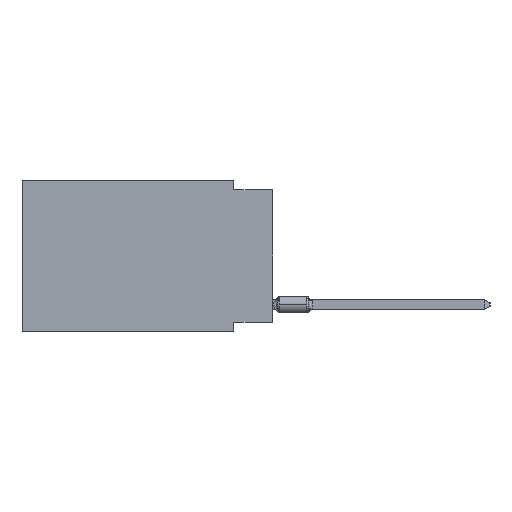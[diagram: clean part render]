
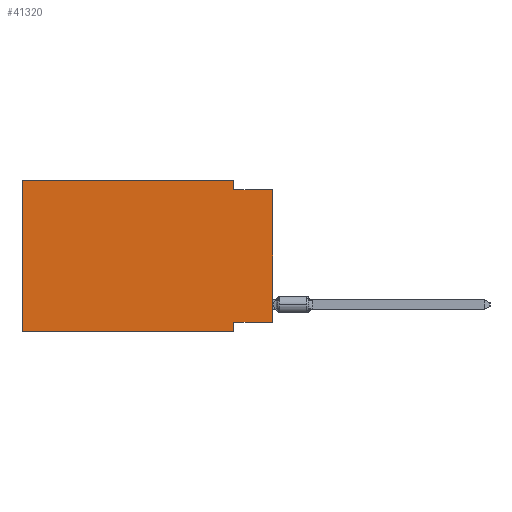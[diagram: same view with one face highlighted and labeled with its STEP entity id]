
A CAD part, left-side view. The second image highlights one B-rep face of the part: STEP entity #41320.
In plain terms, the highlighted planar face has unit normal (-1, 0, 0).
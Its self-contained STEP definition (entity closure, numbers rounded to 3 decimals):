
#7 = VECTOR ( 'NONE', #28056, 1000. ) ;
#740 = VERTEX_POINT ( 'NONE', #50250 ) ;
#951 = CARTESIAN_POINT ( 'NONE',  ( 0., 0., -0.635 ) ) ;
#3132 = ORIENTED_EDGE ( 'NONE', *, *, #65440, .T. ) ;
#4143 = CARTESIAN_POINT ( 'NONE',  ( 0., 2.54, 0. ) ) ;
#5554 = DIRECTION ( 'NONE',  ( 0., -1., 0. ) ) ;
#5870 = CARTESIAN_POINT ( 'NONE',  ( 0., 16.383, 0. ) ) ;
#8233 = CARTESIAN_POINT ( 'NONE',  ( 0., 16.383, 0. ) ) ;
#8271 = ORIENTED_EDGE ( 'NONE', *, *, #55995, .F. ) ;
#9413 = LINE ( 'NONE', #37142, #17824 ) ;
#9989 = EDGE_CURVE ( 'NONE', #44419, #45099, #32333, .T. ) ;
#11567 = ORIENTED_EDGE ( 'NONE', *, *, #9989, .F. ) ;
#12460 = CARTESIAN_POINT ( 'NONE',  ( 0., 16.383, 0. ) ) ;
#13588 = DIRECTION ( 'NONE',  ( 0., 0., 1. ) ) ;
#16119 = DIRECTION ( 'NONE',  ( 0., 1., 0. ) ) ;
#16232 = DIRECTION ( 'NONE',  ( 0., -1., 0. ) ) ;
#17452 = PLANE ( 'NONE',  #47676 ) ;
#17824 = VECTOR ( 'NONE', #36793, 1000. ) ;
#17983 = EDGE_CURVE ( 'NONE', #47376, #44419, #29217, .T. ) ;
#18430 = VERTEX_POINT ( 'NONE', #68938 ) ;
#19587 = ORIENTED_EDGE ( 'NONE', *, *, #46511, .F. ) ;
#20526 = CARTESIAN_POINT ( 'NONE',  ( 0., 16.383, -9.906 ) ) ;
#22901 = LINE ( 'NONE', #44595, #23027 ) ;
#23027 = VECTOR ( 'NONE', #66291, 1000. ) ;
#23206 = EDGE_LOOP ( 'NONE', ( #39855, #8271, #67234, #11567, #52881, #3132, #31896, #19587 ) ) ;
#23920 = VERTEX_POINT ( 'NONE', #36816 ) ;
#26827 = EDGE_CURVE ( 'NONE', #23920, #59061, #22901, .T. ) ;
#27956 = LINE ( 'NONE', #951, #35579 ) ;
#28056 = DIRECTION ( 'NONE',  ( 0., -1., 0. ) ) ;
#28173 = LINE ( 'NONE', #64830, #63860 ) ;
#29217 = LINE ( 'NONE', #8233, #51104 ) ;
#31807 = EDGE_CURVE ( 'NONE', #45099, #740, #9413, .T. ) ;
#31896 = ORIENTED_EDGE ( 'NONE', *, *, #66752, .F. ) ;
#32333 = LINE ( 'NONE', #33390, #7 ) ;
#33390 = CARTESIAN_POINT ( 'NONE',  ( 0., 16.383, 0. ) ) ;
#35579 = VECTOR ( 'NONE', #5554, 1000. ) ;
#36793 = DIRECTION ( 'NONE',  ( 0., 0., -1. ) ) ;
#36816 = CARTESIAN_POINT ( 'NONE',  ( 0., 0., -9.271 ) ) ;
#37142 = CARTESIAN_POINT ( 'NONE',  ( 0., 2.54, 0. ) ) ;
#39855 = ORIENTED_EDGE ( 'NONE', *, *, #26827, .T. ) ;
#40816 = CARTESIAN_POINT ( 'NONE',  ( 0., 0., -0.635 ) ) ;
#41320 = ADVANCED_FACE ( 'NONE', ( #65087 ), #17452, .F. ) ;
#44419 = VERTEX_POINT ( 'NONE', #5870 ) ;
#44595 = CARTESIAN_POINT ( 'NONE',  ( 0., 0., 0. ) ) ;
#44815 = DIRECTION ( 'NONE',  ( 0., 0., -1. ) ) ;
#45099 = VERTEX_POINT ( 'NONE', #4143 ) ;
#45603 = VECTOR ( 'NONE', #52973, 1000. ) ;
#46511 = EDGE_CURVE ( 'NONE', #23920, #62518, #28173, .T. ) ;
#47376 = VERTEX_POINT ( 'NONE', #49319 ) ;
#47645 = LINE ( 'NONE', #63996, #45603 ) ;
#47676 = AXIS2_PLACEMENT_3D ( 'NONE', #12460, #61166, #44815 ) ;
#49319 = CARTESIAN_POINT ( 'NONE',  ( 0., 16.383, -9.906 ) ) ;
#50050 = VECTOR ( 'NONE', #16232, 1000. ) ;
#50250 = CARTESIAN_POINT ( 'NONE',  ( 0., 2.54, -0.635 ) ) ;
#51104 = VECTOR ( 'NONE', #13588, 1000. ) ;
#51240 = CARTESIAN_POINT ( 'NONE',  ( 0., 2.54, -9.271 ) ) ;
#52881 = ORIENTED_EDGE ( 'NONE', *, *, #17983, .F. ) ;
#52973 = DIRECTION ( 'NONE',  ( 0., 0., -1. ) ) ;
#55995 = EDGE_CURVE ( 'NONE', #740, #59061, #27956, .T. ) ;
#59061 = VERTEX_POINT ( 'NONE', #40816 ) ;
#61166 = DIRECTION ( 'NONE',  ( 1., 0., 0. ) ) ;
#62518 = VERTEX_POINT ( 'NONE', #51240 ) ;
#63860 = VECTOR ( 'NONE', #16119, 1000. ) ;
#63996 = CARTESIAN_POINT ( 'NONE',  ( 0., 2.54, -9.906 ) ) ;
#64830 = CARTESIAN_POINT ( 'NONE',  ( 0., 0., -9.271 ) ) ;
#64935 = LINE ( 'NONE', #20526, #50050 ) ;
#65087 = FACE_OUTER_BOUND ( 'NONE', #23206, .T. ) ;
#65440 = EDGE_CURVE ( 'NONE', #47376, #18430, #64935, .T. ) ;
#66291 = DIRECTION ( 'NONE',  ( 0., 0., 1. ) ) ;
#66752 = EDGE_CURVE ( 'NONE', #62518, #18430, #47645, .T. ) ;
#67234 = ORIENTED_EDGE ( 'NONE', *, *, #31807, .F. ) ;
#68938 = CARTESIAN_POINT ( 'NONE',  ( 0., 2.54, -9.906 ) ) ;
